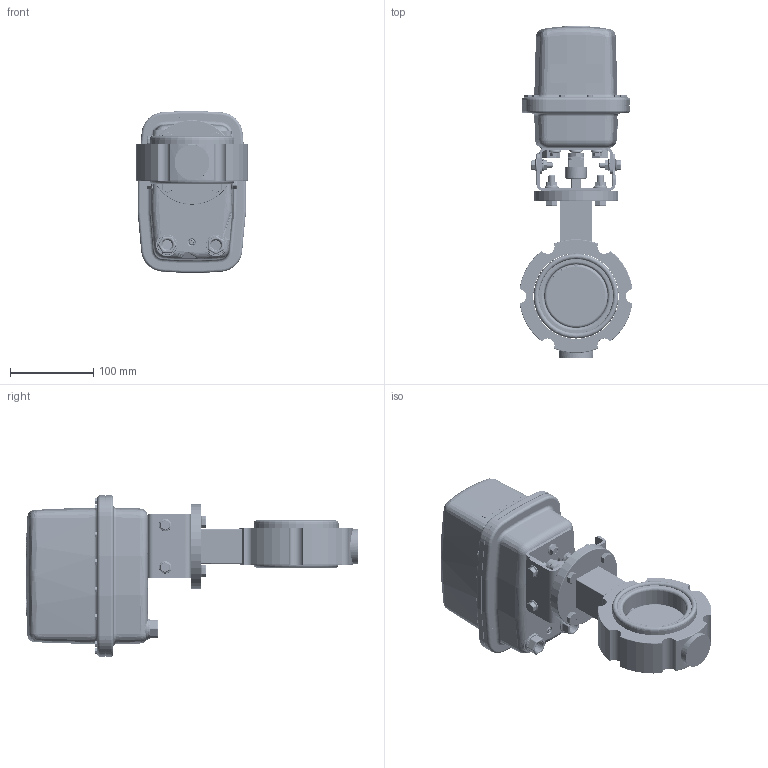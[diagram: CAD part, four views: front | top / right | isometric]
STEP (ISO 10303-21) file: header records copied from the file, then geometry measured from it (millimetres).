
FILE_DESCRIPTION (( 'STEP AP203' ), '1' );
FILE_NAME ('59K35-10D50-DB1.STEP', '2020-08-26T18:16:22', ( '' ), ( '' ), 'SwSTEP 2.0', 'SolidWorks 2019', '' );
FILE_SCHEMA (( 'CONFIG_CONTROL_DESIGN' ));
Length unit declared in the file: inch
Products named in the file (30): 205-0001; 100506; 10D50-DB1; 340-0010; 405-0027.prt; 100-0002; 59K35-10D50-DB1; EHPT-101; 59KBODY; eh-502; 101-0002; 105-0001; 100338; 105-0002; 59k35; 498-5000_PROMOTED; qx-221; 398-0043; 100505; EHPT-59K; 100-0003; 405-0001; 405-0027; 499-0026.asm; 405-0002; eh-157; 208-0024; 398-0487; 59KSTEM; 59KSEAT
Assembly tree (60 placements, depth 5):
  59K35-10D50-DB1
    59k35
      EHPT-59K
        59KBODY
        59KSEAT
        59KSTEM
      105-0002
      EHPT-101  x4
      qx-221  x4
      208-0024
      100338  x3
      101-0002  x3
    10D50-DB1
      498-5000_PROMOTED
        405-0001
        405-0002
        105-0001
        eh-157
        100-0003  x4
        100-0002  x16
        eh-502
        205-0001  x3
      340-0010
        100505
        100506
      398-0043
        405-0027
      398-0487
        499-0026.asm
          405-0027.prt
    eh-502
Bounding box: 135.5 x 398.34 x 194.3 mm (x, y, z)
Volume: 1376726.7 mm3; surface area: 502247.4 mm2
Topology: 44 solids, 67 shells, 5089 faces, 12738 edges, 7807 vertices
Faces by surface type: plane 1706, cylinder 1368, torus 916, bspline 566, cone 403, sphere 130
Full cylindrical faces by diameter (mm): 2.667 x176, 2.794 x14, 3.175 x2, 4.089 x1, 4.318 x16, 4.445 x1, 4.953 x16, 4.978 x3, 5.08 x1, 5.334 x4, 6.35 x9, 7.112 x4, 7.137 x3, 7.366 x1, 8.23 x4, 8.331 x16, 8.89 x3, 10.16 x3, 10.922 x4, 11.049 x4, 11.1 x2, 11.43 x2, 12.7 x4, 13.081 x1, 14.224 x4, 14.91 x3, 15.875 x1, 18.542 x1, 19.05 x1, 19.812 x1
Entity records: 120362 total; most frequent: CARTESIAN_POINT 55415, ORIENTED_EDGE 12918, DIRECTION 12340, EDGE_CURVE 6483, AXIS2_PLACEMENT_3D 5257, VERTEX_POINT 4025, EDGE_LOOP 3231, FACE_OUTER_BOUND 2927
